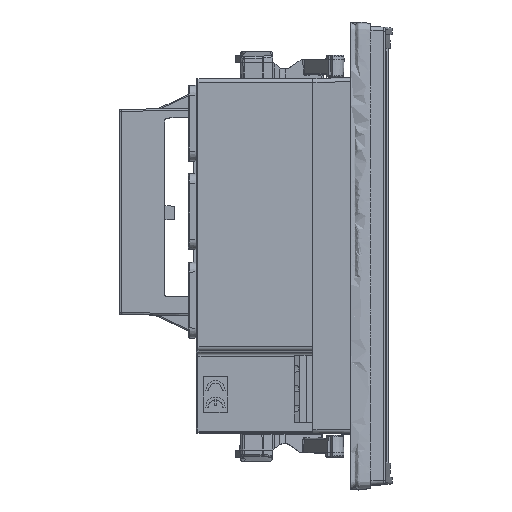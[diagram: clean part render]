
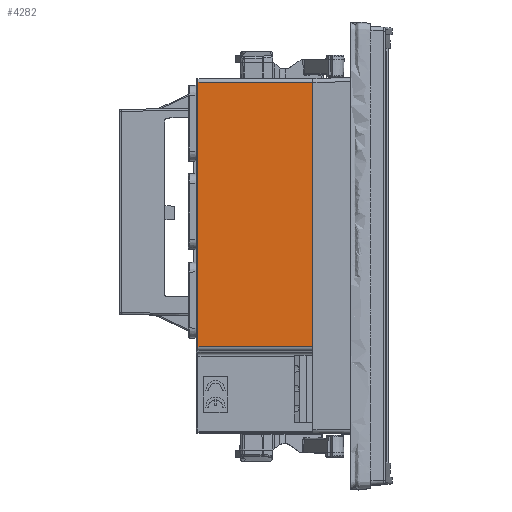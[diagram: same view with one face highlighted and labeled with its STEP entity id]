
A CAD part, top view. The second image highlights one B-rep face of the part: STEP entity #4282.
In plain terms, the highlighted planar face has unit normal (0, 0, 1).
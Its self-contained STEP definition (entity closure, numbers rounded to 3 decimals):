
#4282=ADVANCED_FACE('',(#6980),#5608,.T.);
#5608=PLANE('',#45396);
#6980=FACE_OUTER_BOUND('',#8869,.T.);
#8869=EDGE_LOOP('',(#17658,#17659,#17660,#17661));
#17658=ORIENTED_EDGE('',*,*,#31428,.T.);
#17659=ORIENTED_EDGE('',*,*,#31429,.T.);
#17660=ORIENTED_EDGE('',*,*,#31430,.T.);
#17661=ORIENTED_EDGE('',*,*,#31431,.T.);
#25043=VERTEX_POINT('',#76153);
#25044=VERTEX_POINT('',#76154);
#25045=VERTEX_POINT('',#76156);
#25046=VERTEX_POINT('',#76158);
#31428=EDGE_CURVE('',#25043,#25044,#36961,.T.);
#31429=EDGE_CURVE('',#25044,#25045,#36962,.T.);
#31430=EDGE_CURVE('',#25045,#25046,#36963,.T.);
#31431=EDGE_CURVE('',#25046,#25043,#36964,.T.);
#36961=LINE('',#76152,#41698);
#36962=LINE('',#76155,#41699);
#36963=LINE('',#76157,#41700);
#36964=LINE('',#76159,#41701);
#41698=VECTOR('',#54686,1.);
#41699=VECTOR('',#54687,1.);
#41700=VECTOR('',#54688,1.);
#41701=VECTOR('',#54689,1.);
#45396=AXIS2_PLACEMENT_3D('',#76160,#54690,#54691);
#54686=DIRECTION('',(-1.,0.,0.));
#54687=DIRECTION('',(0.,-1.,0.));
#54688=DIRECTION('',(1.,0.,0.));
#54689=DIRECTION('',(0.,1.,0.));
#54690=DIRECTION('',(0.,0.,1.));
#54691=DIRECTION('',(1.,0.,0.));
#76152=CARTESIAN_POINT('',(-42.048,44.494,44.598));
#76153=CARTESIAN_POINT('',(-12.,44.494,44.598));
#76154=CARTESIAN_POINT('',(-41.512,44.494,44.598));
#76155=CARTESIAN_POINT('',(-41.512,0.,44.598));
#76156=CARTESIAN_POINT('',(-41.512,-23.358,44.598));
#76157=CARTESIAN_POINT('',(-5.017,-23.358,44.598));
#76158=CARTESIAN_POINT('',(-12.,-23.358,44.598));
#76159=CARTESIAN_POINT('',(-12.,0.,44.598));
#76160=CARTESIAN_POINT('',(-42.048,0.,44.598));
